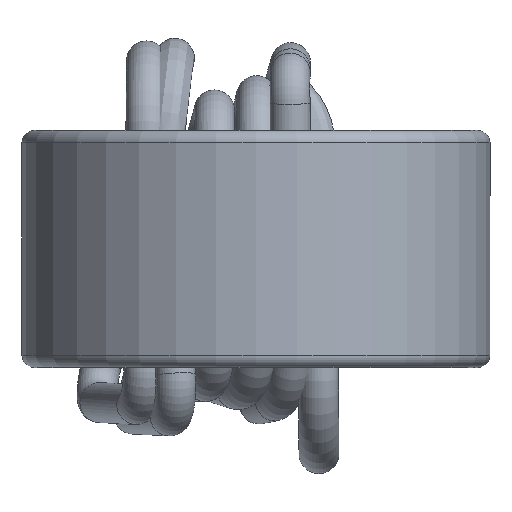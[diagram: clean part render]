
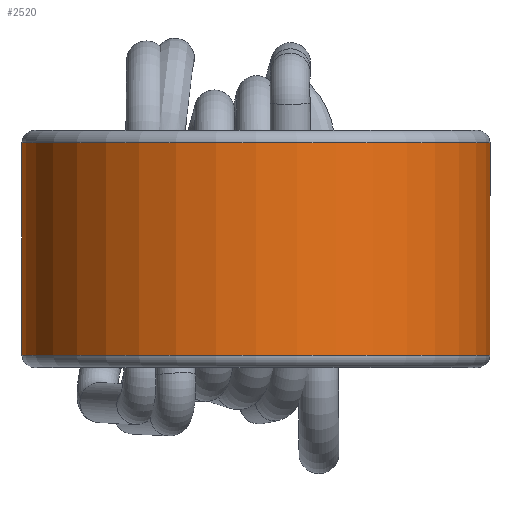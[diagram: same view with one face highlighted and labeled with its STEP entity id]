
A CAD part, left-side view. The second image highlights one B-rep face of the part: STEP entity #2520.
In plain terms, the highlighted cylindrical face has radius 4.763 mm (diameter 9.525 mm), a full revolution.
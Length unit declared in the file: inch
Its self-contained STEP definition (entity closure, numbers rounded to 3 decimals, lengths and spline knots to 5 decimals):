
#932 = VERTEX_POINT ( 'NONE', #933 ) ;
#933 = CARTESIAN_POINT ( 'NONE',  ( 0.17613, 0.06429, 0.18103 ) ) ;
#936 = VERTEX_POINT ( 'NONE', #937 ) ;
#937 = CARTESIAN_POINT ( 'NONE',  ( 0.17613, 0.06429, 0.01103 ) ) ;
#1098 = DIRECTION ( 'NONE',  ( -0.939, -0.343, 0. ) ) ;
#1099 = CARTESIAN_POINT ( 'NONE',  ( 0., 0., 0.19103 ) ) ;
#1101 = DIRECTION ( 'NONE',  ( 0., 0., -1. ) ) ;
#1585 = ORIENTED_EDGE ( 'NONE', *, *, #1907, .T. ) ;
#1590 = ORIENTED_EDGE ( 'NONE', *, *, #1905, .T. ) ;
#1702 = EDGE_LOOP ( 'NONE', ( #1585 ) ) ;
#1707 = EDGE_LOOP ( 'NONE', ( #1590 ) ) ;
#1837 = CIRCLE ( 'NONE', #1968, 0.1875 ) ;
#1839 = CIRCLE ( 'NONE', #1970, 0.1875 ) ;
#1869 = CYLINDRICAL_SURFACE ( 'NONE', #2026, 0.1875 ) ;
#1905 = EDGE_CURVE ( 'NONE', #932, #932, #1837, .T. ) ;
#1907 = EDGE_CURVE ( 'NONE', #936, #936, #1839, .T. ) ;
#1968 = AXIS2_PLACEMENT_3D ( 'NONE', #2103, #2110, #2111 ) ;
#1970 = AXIS2_PLACEMENT_3D ( 'NONE', #2109, #2116, #2117 ) ;
#2026 = AXIS2_PLACEMENT_3D ( 'NONE', #1099, #1101, #1098 ) ;
#2103 = CARTESIAN_POINT ( 'NONE',  ( 0., 0., 0.18103 ) ) ;
#2109 = CARTESIAN_POINT ( 'NONE',  ( 0., 0., 0.01103 ) ) ;
#2110 = DIRECTION ( 'NONE',  ( 0., 0., -1. ) ) ;
#2111 = DIRECTION ( 'NONE',  ( 0.939, 0.343, 0. ) ) ;
#2116 = DIRECTION ( 'NONE',  ( 0., 0., 1. ) ) ;
#2117 = DIRECTION ( 'NONE',  ( 0.939, 0.343, 0. ) ) ;
#2469 = FACE_OUTER_BOUND ( 'NONE', #1707, .T. ) ;
#2472 = FACE_OUTER_BOUND ( 'NONE', #1702, .T. ) ;
#2520 = ADVANCED_FACE ( 'NONE', ( #2472, #2469 ), #1869, .T. ) ;
